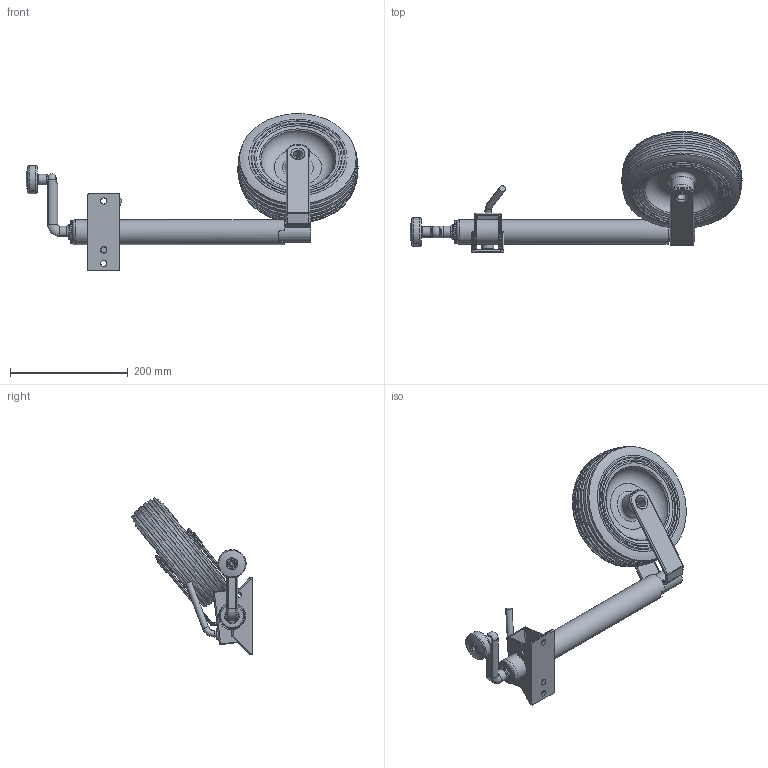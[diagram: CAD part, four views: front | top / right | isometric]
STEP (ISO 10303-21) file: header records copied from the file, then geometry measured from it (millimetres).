
FILE_DESCRIPTION((''),'2;1');
FILE_NAME('SP080-C-A.stp','2011-05-12T08:44:28',('robert'),(''),'Autodesk Inventor 2011','Autodesk Inventor 2011','');
FILE_SCHEMA(('AUTOMOTIVE_DESIGN { 1 0 10303 214 1 1 1 1 }'));
Length unit declared in the file: millimetre
Products named in the file (13): SP080-C-A; SP080-CB; SP080-CF; SP080; SP080-O; SP080-I; SP080-TY; SP080-PIN; SP080-HB; SP080-HANDLE; SP080-HT; Hexagon Socket Head Cap Screw - Inch 5/16 - 18 UNC - 1 3/4; SP080-CH
Assembly tree (12 placements, depth 3):
  SP080-C-A
    SP080-CB
    SP080-CF
    SP080
      SP080-O
      SP080-I
      SP080-TY
      SP080-PIN
      SP080-HB
      SP080-HANDLE
      SP080-HT
      Hexagon Socket Head Cap Screw - Inch 5/16 - 18 UNC - 1 3/4
    SP080-CH
Bounding box: 563.95 x 205.61 x 266.47 mm (x, y, z)
Volume: 1847095.1 mm3; surface area: 391566.1 mm2
Topology: 11 solids, 11 shells, 462 faces, 1041 edges, 584 vertices
Faces by surface type: cylinder 181, plane 100, torus 96, bspline 50, sphere 25, cone 10
Full cylindrical faces by diameter (mm): 7.925 x1, 8 x6, 8.376 x1, 10 x2, 10.106 x1, 10.5 x2, 10.85 x3, 11.913 x1, 16 x2, 18 x1, 20 x5, 23.471 x2, 25 x1, 30 x1, 34 x1, 35 x2, 40 x3, 42.3 x1, 48 x1
Entity records: 13984 total; most frequent: CARTESIAN_POINT 3821, DIRECTION 2190, ORIENTED_EDGE 1796, AXIS2_PLACEMENT_3D 935, EDGE_CURVE 898, EDGE_LOOP 596, VERTEX_POINT 560, FACE_OUTER_BOUND 461
